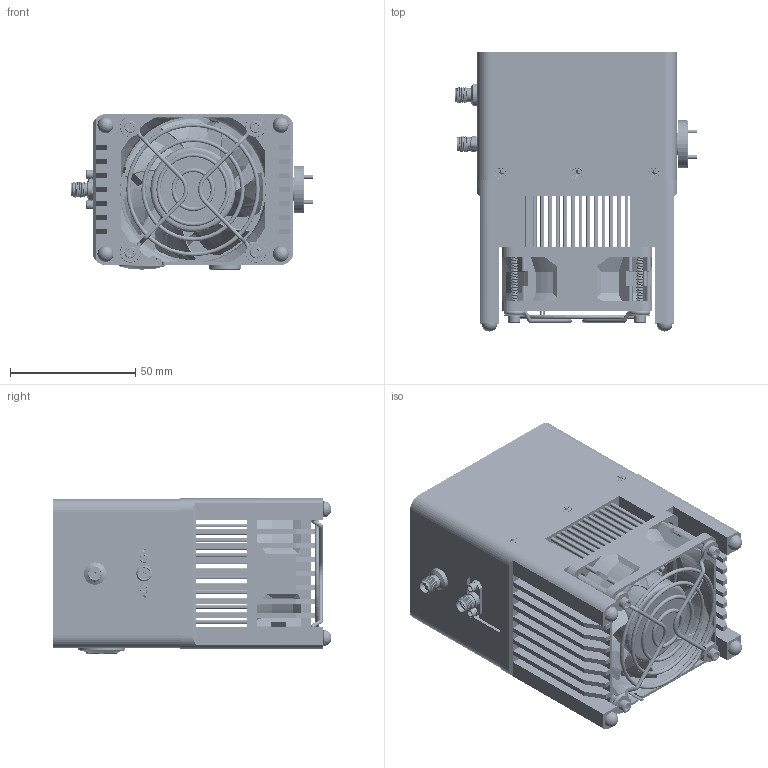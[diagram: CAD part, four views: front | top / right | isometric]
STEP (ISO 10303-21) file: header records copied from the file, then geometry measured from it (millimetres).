
FILE_DESCRIPTION (( 'STEP AP203' ), '1' );
FILE_NAME ('STC-08-10-S1-C.STEP', '2025-07-18T16:17:58', ( '' ), ( '' ), 'SwSTEP 2.0', 'SolidWorks 2021', '' );
FILE_SCHEMA (( 'CONFIG_CONTROL_DESIGN' ));
Length unit declared in the file: inch
Products named in the file (1): STC-08-10-S1-C
Bounding box: 96.83 x 111.12 x 61.92 mm (x, y, z)
Volume: 153057.8 mm3; surface area: 158604.8 mm2
Topology: 80 solids, 80 shells, 8272 faces, 22369 edges, 14657 vertices
Faces by surface type: cylinder 4026, plane 3329, cone 503, bspline 289, torus 114, sphere 11
Entity records: 345596 total; most frequent: CARTESIAN_POINT 147743, ORIENTED_EDGE 44506, DIRECTION 38272, EDGE_CURVE 22253, VERTEX_POINT 14656, AXIS2_PLACEMENT_3D 13249, LINE 11774, VECTOR 11774
